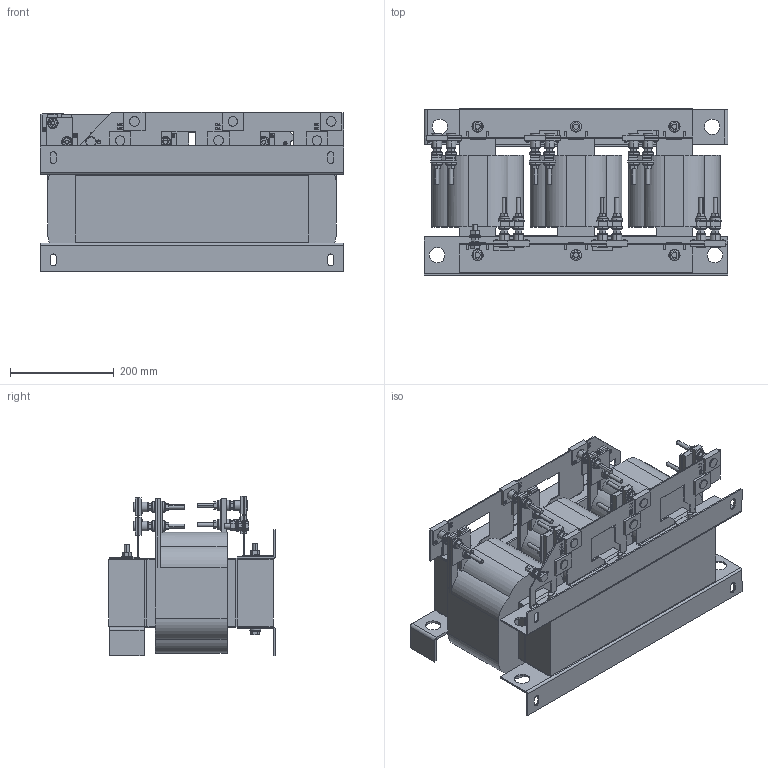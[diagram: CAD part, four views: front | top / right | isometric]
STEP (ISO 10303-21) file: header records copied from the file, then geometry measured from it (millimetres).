
FILE_DESCRIPTION (( 'STEP AP214' ), '1' );
FILE_NAME ('197702.STEP', '2021-01-13T08:47:11', ( '' ), ( '' ), 'SwSTEP 2.0', 'SolidWorks 2018', '' );
FILE_SCHEMA (( 'AUTOMOTIVE_DESIGN' ));
Length unit declared in the file: millimetre
Products named in the file (1): 197702
Bounding box: 586 x 322 x 307.3 mm (x, y, z)
Volume: 25836942.6 mm3; surface area: 1517199.2 mm2
Topology: 1 solids, 2 shells, 2344 faces, 6027 edges, 3920 vertices
Faces by surface type: plane 1694, cylinder 394, bspline 128, cone 90, torus 38
Entity records: 78585 total; most frequent: CARTESIAN_POINT 21472, ORIENTED_EDGE 12054, DIRECTION 11143, EDGE_CURVE 6027, LINE 4529, VECTOR 4529, VERTEX_POINT 3920, AXIS2_PLACEMENT_3D 3307
